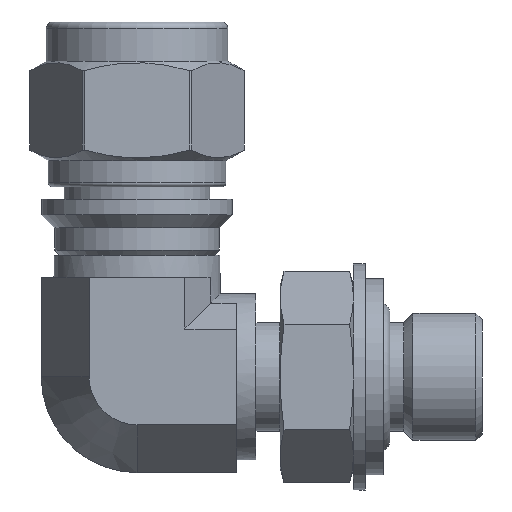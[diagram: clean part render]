
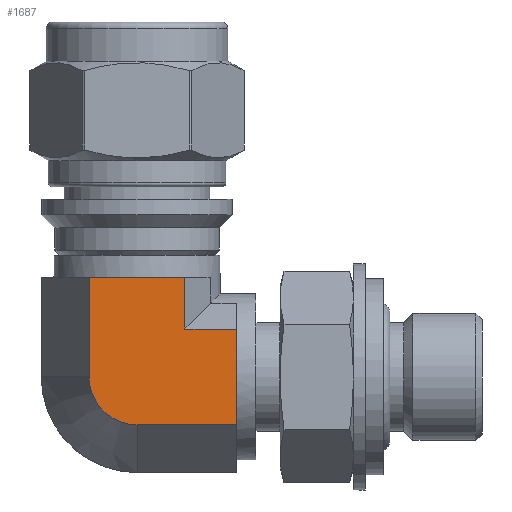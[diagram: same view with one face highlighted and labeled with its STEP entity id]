
A CAD part, left-side view. The second image highlights one B-rep face of the part: STEP entity #1687.
In plain terms, the highlighted planar face has unit normal (-1, 0, 0).
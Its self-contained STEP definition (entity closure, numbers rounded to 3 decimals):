
#157=CIRCLE('',#1921,3.662);
#293=FACE_OUTER_BOUND('',#419,.T.);
#419=EDGE_LOOP('',(#1495,#1496,#1497,#1498,#1499,#1500,#1501,#1502,#1503,
#1504,#1505));
#459=LINE('',#2798,#560);
#467=LINE('',#2835,#568);
#470=LINE('',#2841,#571);
#477=LINE('',#2865,#578);
#494=LINE('',#2956,#595);
#497=LINE('',#2962,#598);
#503=LINE('',#2977,#604);
#513=LINE('',#2997,#614);
#515=LINE('',#3001,#616);
#522=LINE('',#3020,#623);
#560=VECTOR('',#2188,10.);
#568=VECTOR('',#2230,10.);
#571=VECTOR('',#2237,10.);
#578=VECTOR('',#2262,10.);
#595=VECTOR('',#2377,10.);
#598=VECTOR('',#2384,10.);
#604=VECTOR('',#2400,10.);
#614=VECTOR('',#2420,10.);
#616=VECTOR('',#2426,10.);
#623=VECTOR('',#2451,10.);
#741=VERTEX_POINT('',#2796);
#742=VERTEX_POINT('',#2797);
#754=VERTEX_POINT('',#2834);
#755=VERTEX_POINT('',#2839);
#762=VERTEX_POINT('',#2863);
#763=VERTEX_POINT('',#2864);
#788=VERTEX_POINT('',#2955);
#789=VERTEX_POINT('',#2960);
#792=VERTEX_POINT('',#2974);
#798=VERTEX_POINT('',#2995);
#801=VERTEX_POINT('',#3016);
#930=EDGE_CURVE('',#741,#742,#459,.T.);
#947=EDGE_CURVE('',#742,#754,#467,.T.);
#951=EDGE_CURVE('',#755,#741,#470,.T.);
#962=EDGE_CURVE('',#762,#763,#477,.T.);
#1004=EDGE_CURVE('',#763,#788,#494,.T.);
#1008=EDGE_CURVE('',#789,#762,#497,.T.);
#1016=EDGE_CURVE('',#792,#789,#503,.T.);
#1027=EDGE_CURVE('',#798,#788,#513,.T.);
#1029=EDGE_CURVE('',#792,#754,#515,.T.);
#1038=EDGE_CURVE('',#801,#798,#157,.T.);
#1039=EDGE_CURVE('',#801,#755,#522,.T.);
#1495=ORIENTED_EDGE('',*,*,#1029,.T.);
#1496=ORIENTED_EDGE('',*,*,#947,.F.);
#1497=ORIENTED_EDGE('',*,*,#930,.F.);
#1498=ORIENTED_EDGE('',*,*,#951,.F.);
#1499=ORIENTED_EDGE('',*,*,#1039,.F.);
#1500=ORIENTED_EDGE('',*,*,#1038,.T.);
#1501=ORIENTED_EDGE('',*,*,#1027,.T.);
#1502=ORIENTED_EDGE('',*,*,#1004,.F.);
#1503=ORIENTED_EDGE('',*,*,#962,.F.);
#1504=ORIENTED_EDGE('',*,*,#1008,.F.);
#1505=ORIENTED_EDGE('',*,*,#1016,.F.);
#1574=PLANE('',#1922);
#1687=ADVANCED_FACE('',(#293),#1574,.T.);
#1921=AXIS2_PLACEMENT_3D('',#3018,#2447,#2448);
#1922=AXIS2_PLACEMENT_3D('',#3019,#2449,#2450);
#2188=DIRECTION('',(0.,-1.,0.));
#2230=DIRECTION('',(0.,-1.,0.));
#2237=DIRECTION('',(0.,-1.,0.));
#2262=DIRECTION('',(0.,0.,-1.));
#2377=DIRECTION('',(0.,0.,-1.));
#2384=DIRECTION('',(0.,0.,-1.));
#2400=DIRECTION('',(0.,-1.,0.));
#2420=DIRECTION('',(0.,-1.,0.));
#2426=DIRECTION('',(0.,0.,1.));
#2447=DIRECTION('center_axis',(-1.,0.,0.));
#2448=DIRECTION('ref_axis',(0.,1.,0.));
#2449=DIRECTION('center_axis',(-1.,0.,0.));
#2450=DIRECTION('ref_axis',(0.,-1.,0.));
#2451=DIRECTION('',(0.,0.,1.));
#2796=CARTESIAN_POINT('',(-6.344,0.284,7.6));
#2797=CARTESIAN_POINT('',(-6.344,-0.284,7.6));
#2798=CARTESIAN_POINT('',(-6.344,3.662,7.6));
#2834=CARTESIAN_POINT('',(-6.344,-3.663,7.6));
#2835=CARTESIAN_POINT('',(-6.344,3.662,7.6));
#2839=CARTESIAN_POINT('',(-6.344,3.662,7.6));
#2841=CARTESIAN_POINT('',(-6.344,3.662,7.6));
#2863=CARTESIAN_POINT('',(-6.344,-7.6,0.284));
#2864=CARTESIAN_POINT('',(-6.344,-7.6,-0.284));
#2865=CARTESIAN_POINT('',(-6.344,-7.6,3.663));
#2955=CARTESIAN_POINT('',(-6.344,-7.6,-3.663));
#2956=CARTESIAN_POINT('',(-6.344,-7.6,3.663));
#2960=CARTESIAN_POINT('',(-6.344,-7.6,3.663));
#2962=CARTESIAN_POINT('',(-6.344,-7.6,3.663));
#2974=CARTESIAN_POINT('',(-6.344,-3.663,3.663));
#2977=CARTESIAN_POINT('',(-6.344,0.,3.663));
#2995=CARTESIAN_POINT('',(-6.344,0.,-3.662));
#2997=CARTESIAN_POINT('',(-6.344,0.,-3.663));
#3001=CARTESIAN_POINT('',(-6.344,-3.663,0.));
#3016=CARTESIAN_POINT('',(-6.344,3.662,0.));
#3018=CARTESIAN_POINT('Origin',(-6.344,0.,
0.));
#3019=CARTESIAN_POINT('Origin',(-6.344,3.662,0.));
#3020=CARTESIAN_POINT('',(-6.344,3.662,0.));
